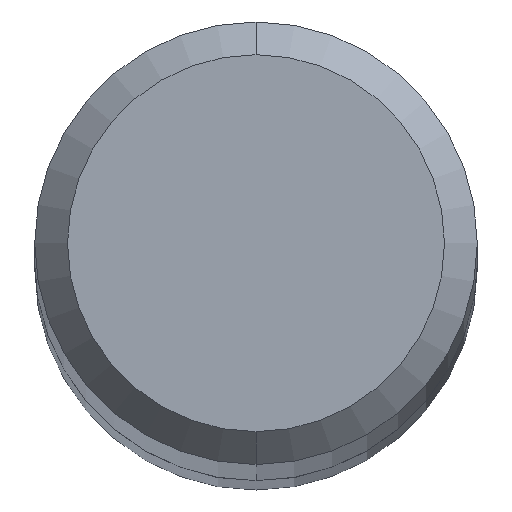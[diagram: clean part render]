
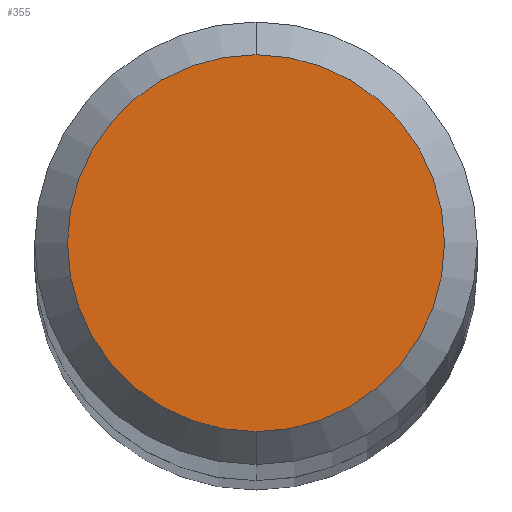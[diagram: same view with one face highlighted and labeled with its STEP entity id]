
A CAD part, top view. The second image highlights one B-rep face of the part: STEP entity #355.
In plain terms, the highlighted planar face has unit normal (0, 0, 1).
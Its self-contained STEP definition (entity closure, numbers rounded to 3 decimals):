
#241=EDGE_CURVE('',#361,#295,#523,.T.);
#295=VERTEX_POINT('',#581);
#355=ADVANCED_FACE('',(#646),#647,.T.);
#361=VERTEX_POINT('',#654);
#373=EDGE_CURVE('',#295,#361,#668,.T.);
#523=CIRCLE('',#908,1.15);
#581=CARTESIAN_POINT('',(0.,-1.15,0.0));
#646=FACE_OUTER_BOUND('',#1161,.T.);
#647=PLANE('',#1162);
#654=CARTESIAN_POINT('',(0.0,1.15,0.0));
#668=CIRCLE('',#1198,1.15);
#908=AXIS2_PLACEMENT_3D('',#1401,#1402,#1403);
#1161=EDGE_LOOP('',(#1533,#1534));
#1162=AXIS2_PLACEMENT_3D('',#1535,#1536,#1537);
#1198=AXIS2_PLACEMENT_3D('',#1562,#1563,#1564);
#1401=CARTESIAN_POINT('',(0.0,0.0,0.0));
#1402=DIRECTION('',(0.0,0.0,-1.0));
#1403=DIRECTION('',(0.0,1.0,0.0));
#1533=ORIENTED_EDGE('',*,*,#241,.F.);
#1534=ORIENTED_EDGE('',*,*,#373,.F.);
#1535=CARTESIAN_POINT('',(0.0,0.575,0.0));
#1536=DIRECTION('',(-0.0,0.0,1.0));
#1537=DIRECTION('',(0.0,-1.0,0.0));
#1562=CARTESIAN_POINT('',(0.0,0.0,0.0));
#1563=DIRECTION('',(0.0,0.0,-1.0));
#1564=DIRECTION('',(0.0,1.0,0.0));
